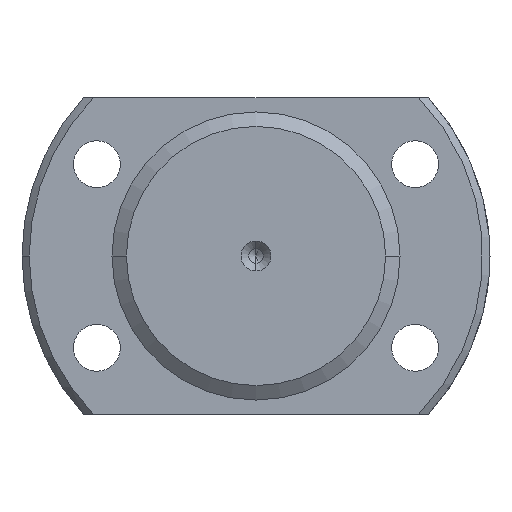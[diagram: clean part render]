
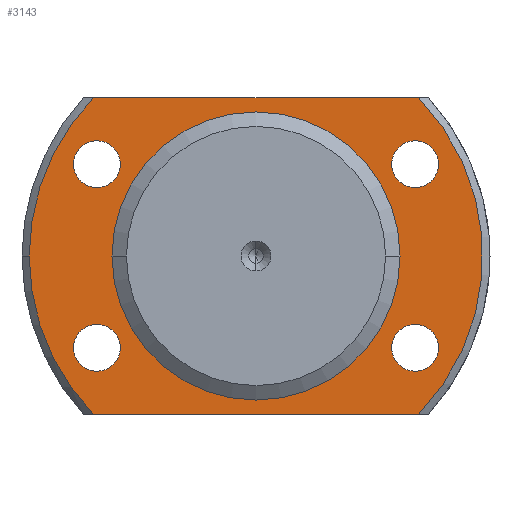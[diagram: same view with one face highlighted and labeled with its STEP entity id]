
A CAD part, left-side view. The second image highlights one B-rep face of the part: STEP entity #3143.
In plain terms, the highlighted planar face has unit normal (-1, 0, 0).
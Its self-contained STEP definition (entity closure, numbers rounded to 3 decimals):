
#35 = AXIS2_PLACEMENT_3D ( 'NONE', #1006, #4314, #1987 ) ;
#99 = ORIENTED_EDGE ( 'NONE', *, *, #2542, .T. ) ;
#106 = VERTEX_POINT ( 'NONE', #3009 ) ;
#167 = FACE_BOUND ( 'NONE', #1019, .T. ) ;
#254 = VERTEX_POINT ( 'NONE', #896 ) ;
#261 = ORIENTED_EDGE ( 'NONE', *, *, #3239, .T. ) ;
#283 = ORIENTED_EDGE ( 'NONE', *, *, #5649, .F. ) ;
#316 = CARTESIAN_POINT ( 'NONE',  ( 17.5, 22.544, 22. ) ) ;
#439 = EDGE_LOOP ( 'NONE', ( #3137, #283, #5074, #5124, #3558 ) ) ;
#538 = CIRCLE ( 'NONE', #3368, 3.25 ) ;
#543 = CIRCLE ( 'NONE', #4944, 31.5 ) ;
#603 = CARTESIAN_POINT ( 'NONE',  ( 17.5, -22.1, -12.75 ) ) ;
#645 = CARTESIAN_POINT ( 'NONE',  ( 17.5, 0., 0. ) ) ;
#725 = AXIS2_PLACEMENT_3D ( 'NONE', #2738, #3647, #1825 ) ;
#741 = CIRCLE ( 'NONE', #5808, 3.25 ) ;
#753 = DIRECTION ( 'NONE',  ( 0., -1., 0. ) ) ;
#767 = VERTEX_POINT ( 'NONE', #2437 ) ;
#775 = CARTESIAN_POINT ( 'NONE',  ( 17.5, 22.1, -12.75 ) ) ;
#826 = AXIS2_PLACEMENT_3D ( 'NONE', #775, #3159, #2643 ) ;
#831 = DIRECTION ( 'NONE',  ( 0., 1., 0. ) ) ;
#891 = EDGE_CURVE ( 'NONE', #1755, #2240, #4984, .T. ) ;
#896 = CARTESIAN_POINT ( 'NONE',  ( 17.5, -25.35, -12.75 ) ) ;
#916 = VERTEX_POINT ( 'NONE', #4887 ) ;
#927 = CIRCLE ( 'NONE', #35, 3.25 ) ;
#953 = ORIENTED_EDGE ( 'NONE', *, *, #4806, .T. ) ;
#991 = ORIENTED_EDGE ( 'NONE', *, *, #3904, .T. ) ;
#1006 = CARTESIAN_POINT ( 'NONE',  ( 17.5, 22.1, 12.75 ) ) ;
#1019 = EDGE_LOOP ( 'NONE', ( #953, #2650 ) ) ;
#1070 = EDGE_LOOP ( 'NONE', ( #261, #4375 ) ) ;
#1086 = ORIENTED_EDGE ( 'NONE', *, *, #3518, .T. ) ;
#1247 = EDGE_CURVE ( 'NONE', #2080, #5929, #4830, .T. ) ;
#1248 = EDGE_CURVE ( 'NONE', #1761, #1392, #927, .T. ) ;
#1308 = EDGE_LOOP ( 'NONE', ( #1592, #99 ) ) ;
#1343 = CARTESIAN_POINT ( 'NONE',  ( 17.5, 20., 0. ) ) ;
#1392 = VERTEX_POINT ( 'NONE', #2997 ) ;
#1437 = AXIS2_PLACEMENT_3D ( 'NONE', #4005, #5889, #4496 ) ;
#1507 = CARTESIAN_POINT ( 'NONE',  ( 17.5, 22.1, 12.75 ) ) ;
#1580 = VERTEX_POINT ( 'NONE', #1844 ) ;
#1592 = ORIENTED_EDGE ( 'NONE', *, *, #4294, .T. ) ;
#1685 = DIRECTION ( 'NONE',  ( 0., 1., 0. ) ) ;
#1755 = VERTEX_POINT ( 'NONE', #2412 ) ;
#1761 = VERTEX_POINT ( 'NONE', #4822 ) ;
#1825 = DIRECTION ( 'NONE',  ( 0., 1., 0. ) ) ;
#1844 = CARTESIAN_POINT ( 'NONE',  ( 17.5, 18.85, -12.75 ) ) ;
#1897 = VERTEX_POINT ( 'NONE', #5305 ) ;
#1916 = CIRCLE ( 'NONE', #3370, 3.25 ) ;
#1976 = CARTESIAN_POINT ( 'NONE',  ( 17.5, 31.5, 0. ) ) ;
#1987 = DIRECTION ( 'NONE',  ( 0., 1., 0. ) ) ;
#2011 = AXIS2_PLACEMENT_3D ( 'NONE', #645, #2085, #5805 ) ;
#2080 = VERTEX_POINT ( 'NONE', #316 ) ;
#2085 = DIRECTION ( 'NONE',  ( 1., 0., 0. ) ) ;
#2103 = DIRECTION ( 'NONE',  ( 0., 1., 0. ) ) ;
#2105 = AXIS2_PLACEMENT_3D ( 'NONE', #4458, #2653, #4860 ) ;
#2205 = VECTOR ( 'NONE', #4781, 1000. ) ;
#2240 = VERTEX_POINT ( 'NONE', #5691 ) ;
#2251 = EDGE_LOOP ( 'NONE', ( #5365, #991 ) ) ;
#2261 = CARTESIAN_POINT ( 'NONE',  ( 17.5, 0., 0. ) ) ;
#2317 = AXIS2_PLACEMENT_3D ( 'NONE', #2261, #4130, #1685 ) ;
#2412 = CARTESIAN_POINT ( 'NONE',  ( 17.5, 22.544, -22. ) ) ;
#2437 = CARTESIAN_POINT ( 'NONE',  ( 17.5, 25.35, -12.75 ) ) ;
#2465 = EDGE_CURVE ( 'NONE', #1755, #5364, #5034, .T. ) ;
#2469 = DIRECTION ( 'NONE',  ( 0., 1., 0. ) ) ;
#2542 = EDGE_CURVE ( 'NONE', #1580, #767, #5131, .T. ) ;
#2643 = DIRECTION ( 'NONE',  ( 0., 1., 0. ) ) ;
#2650 = ORIENTED_EDGE ( 'NONE', *, *, #4129, .T. ) ;
#2653 = DIRECTION ( 'NONE',  ( 1., 0., 0. ) ) ;
#2738 = CARTESIAN_POINT ( 'NONE',  ( 17.5, 0., 0. ) ) ;
#2804 = DIRECTION ( 'NONE',  ( 1., 0., 0. ) ) ;
#2887 = DIRECTION ( 'NONE',  ( 1., 0., 0. ) ) ;
#2932 = FACE_BOUND ( 'NONE', #2251, .T. ) ;
#2997 = CARTESIAN_POINT ( 'NONE',  ( 17.5, 18.85, 12.75 ) ) ;
#3009 = CARTESIAN_POINT ( 'NONE',  ( 17.5, -20., 0. ) ) ;
#3137 = ORIENTED_EDGE ( 'NONE', *, *, #1247, .F. ) ;
#3143 = ADVANCED_FACE ( 'NONE', ( #2932, #3882, #5735, #4367, #167, #3322 ), #3908, .F. ) ;
#3159 = DIRECTION ( 'NONE',  ( 1., 0., 0. ) ) ;
#3239 = EDGE_CURVE ( 'NONE', #916, #254, #3454, .T. ) ;
#3280 = DIRECTION ( 'NONE',  ( 0., 1., 0. ) ) ;
#3322 = FACE_OUTER_BOUND ( 'NONE', #439, .T. ) ;
#3368 = AXIS2_PLACEMENT_3D ( 'NONE', #5670, #4766, #3836 ) ;
#3369 = VERTEX_POINT ( 'NONE', #1343 ) ;
#3370 = AXIS2_PLACEMENT_3D ( 'NONE', #1507, #2887, #3280 ) ;
#3403 = CARTESIAN_POINT ( 'NONE',  ( 17.5, -25.35, 12.75 ) ) ;
#3454 = CIRCLE ( 'NONE', #2105, 3.25 ) ;
#3512 = VERTEX_POINT ( 'NONE', #3403 ) ;
#3518 = EDGE_CURVE ( 'NONE', #1897, #3512, #538, .T. ) ;
#3524 = DIRECTION ( 'NONE',  ( 0., 1., 0. ) ) ;
#3526 = ORIENTED_EDGE ( 'NONE', *, *, #4021, .T. ) ;
#3558 = ORIENTED_EDGE ( 'NONE', *, *, #4688, .F. ) ;
#3574 = CIRCLE ( 'NONE', #5146, 3.25 ) ;
#3614 = DIRECTION ( 'NONE',  ( 1., 0., 0. ) ) ;
#3647 = DIRECTION ( 'NONE',  ( 1., 0., 0. ) ) ;
#3836 = DIRECTION ( 'NONE',  ( 0., 1., 0. ) ) ;
#3863 = CARTESIAN_POINT ( 'NONE',  ( 17.5, -22.1, 12.75 ) ) ;
#3882 = FACE_BOUND ( 'NONE', #4626, .T. ) ;
#3904 = EDGE_CURVE ( 'NONE', #1392, #1761, #1916, .T. ) ;
#3908 = PLANE ( 'NONE',  #5137 ) ;
#3930 = DIRECTION ( 'NONE',  ( 1., 0., 0. ) ) ;
#4005 = CARTESIAN_POINT ( 'NONE',  ( 17.5, 0., 0. ) ) ;
#4021 = EDGE_CURVE ( 'NONE', #3512, #1897, #5529, .T. ) ;
#4129 = EDGE_CURVE ( 'NONE', #106, #3369, #5433, .T. ) ;
#4130 = DIRECTION ( 'NONE',  ( 1., 0., 0. ) ) ;
#4169 = AXIS2_PLACEMENT_3D ( 'NONE', #3863, #2804, #5687 ) ;
#4294 = EDGE_CURVE ( 'NONE', #767, #1580, #741, .T. ) ;
#4314 = DIRECTION ( 'NONE',  ( 1., 0., 0. ) ) ;
#4367 = FACE_BOUND ( 'NONE', #1308, .T. ) ;
#4375 = ORIENTED_EDGE ( 'NONE', *, *, #4513, .T. ) ;
#4458 = CARTESIAN_POINT ( 'NONE',  ( 17.5, -22.1, -12.75 ) ) ;
#4496 = DIRECTION ( 'NONE',  ( 0., 1., 0. ) ) ;
#4513 = EDGE_CURVE ( 'NONE', #254, #916, #3574, .T. ) ;
#4540 = CARTESIAN_POINT ( 'NONE',  ( 17.5, 0., 0. ) ) ;
#4626 = EDGE_LOOP ( 'NONE', ( #1086, #3526 ) ) ;
#4664 = CIRCLE ( 'NONE', #1437, 20. ) ;
#4688 = EDGE_CURVE ( 'NONE', #5929, #2240, #5539, .T. ) ;
#4766 = DIRECTION ( 'NONE',  ( 1., 0., 0. ) ) ;
#4781 = DIRECTION ( 'NONE',  ( 0., -1., 0. ) ) ;
#4806 = EDGE_CURVE ( 'NONE', #3369, #106, #4664, .T. ) ;
#4822 = CARTESIAN_POINT ( 'NONE',  ( 17.5, 25.35, 12.75 ) ) ;
#4830 = LINE ( 'NONE', #5201, #2205 ) ;
#4833 = DIRECTION ( 'NONE',  ( 1., 0., 0. ) ) ;
#4860 = DIRECTION ( 'NONE',  ( 0., 1., 0. ) ) ;
#4887 = CARTESIAN_POINT ( 'NONE',  ( 17.5, -18.85, -12.75 ) ) ;
#4944 = AXIS2_PLACEMENT_3D ( 'NONE', #4540, #5039, #3524 ) ;
#4984 = LINE ( 'NONE', #5819, #5993 ) ;
#5034 = CIRCLE ( 'NONE', #725, 31.5 ) ;
#5039 = DIRECTION ( 'NONE',  ( 1., 0., 0. ) ) ;
#5074 = ORIENTED_EDGE ( 'NONE', *, *, #2465, .F. ) ;
#5124 = ORIENTED_EDGE ( 'NONE', *, *, #891, .T. ) ;
#5131 = CIRCLE ( 'NONE', #826, 3.25 ) ;
#5137 = AXIS2_PLACEMENT_3D ( 'NONE', #5197, #3930, #2103 ) ;
#5146 = AXIS2_PLACEMENT_3D ( 'NONE', #603, #4833, #2469 ) ;
#5197 = CARTESIAN_POINT ( 'NONE',  ( 17.5, -20., 0. ) ) ;
#5201 = CARTESIAN_POINT ( 'NONE',  ( 17.5, -20., 22. ) ) ;
#5305 = CARTESIAN_POINT ( 'NONE',  ( 17.5, -18.85, 12.75 ) ) ;
#5364 = VERTEX_POINT ( 'NONE', #1976 ) ;
#5365 = ORIENTED_EDGE ( 'NONE', *, *, #1248, .T. ) ;
#5375 = CARTESIAN_POINT ( 'NONE',  ( 17.5, -22.544, 22. ) ) ;
#5433 = CIRCLE ( 'NONE', #2011, 20. ) ;
#5529 = CIRCLE ( 'NONE', #4169, 3.25 ) ;
#5539 = CIRCLE ( 'NONE', #2317, 31.5 ) ;
#5649 = EDGE_CURVE ( 'NONE', #5364, #2080, #543, .T. ) ;
#5670 = CARTESIAN_POINT ( 'NONE',  ( 17.5, -22.1, 12.75 ) ) ;
#5687 = DIRECTION ( 'NONE',  ( 0., 1., 0. ) ) ;
#5691 = CARTESIAN_POINT ( 'NONE',  ( 17.5, -22.544, -22. ) ) ;
#5735 = FACE_BOUND ( 'NONE', #1070, .T. ) ;
#5805 = DIRECTION ( 'NONE',  ( 0., 1., 0. ) ) ;
#5808 = AXIS2_PLACEMENT_3D ( 'NONE', #5898, #3614, #831 ) ;
#5819 = CARTESIAN_POINT ( 'NONE',  ( 17.5, -20., -22. ) ) ;
#5889 = DIRECTION ( 'NONE',  ( 1., 0., 0. ) ) ;
#5898 = CARTESIAN_POINT ( 'NONE',  ( 17.5, 22.1, -12.75 ) ) ;
#5929 = VERTEX_POINT ( 'NONE', #5375 ) ;
#5993 = VECTOR ( 'NONE', #753, 1000. ) ;
